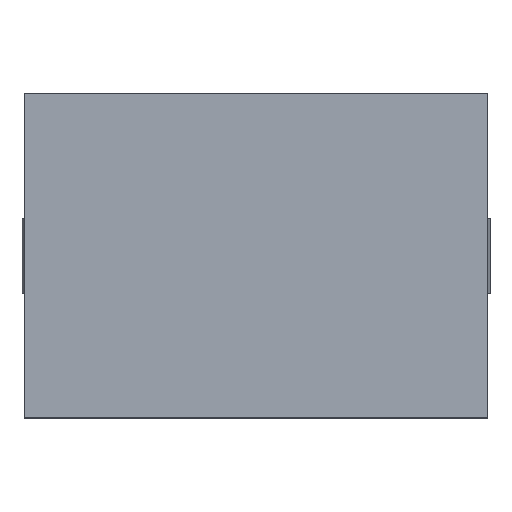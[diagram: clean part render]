
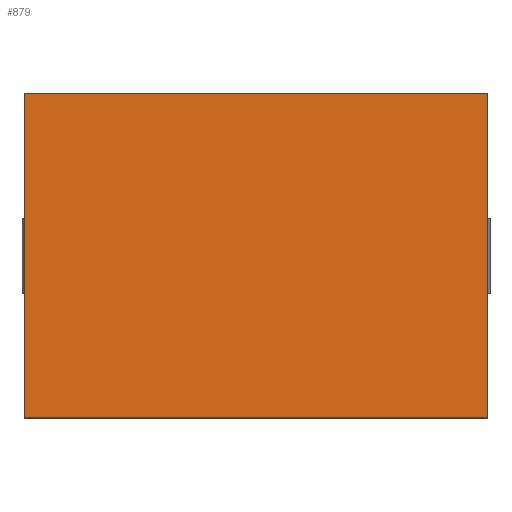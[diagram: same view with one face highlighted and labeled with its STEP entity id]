
A CAD part, top view. The second image highlights one B-rep face of the part: STEP entity #879.
In plain terms, the highlighted planar face has unit normal (0, 0, 1).
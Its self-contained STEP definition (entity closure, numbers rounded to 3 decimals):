
#61=PLANE($,#950);
#109=FACE_OUTER_BOUND($,#159,.T.);
#159=EDGE_LOOP($,(#820,#821,#822,#823));
#255=LINE($,#1416,#359);
#258=LINE($,#1422,#362);
#261=LINE($,#1428,#365);
#263=LINE($,#1432,#367);
#359=VECTOR($,#1166,10.);
#362=VECTOR($,#1171,7.);
#365=VECTOR($,#1176,7.);
#367=VECTOR($,#1182,10.);
#456=VERTEX_POINT($,#1409);
#459=VERTEX_POINT($,#1414);
#460=VERTEX_POINT($,#1418);
#463=VERTEX_POINT($,#1426);
#575=EDGE_CURVE($,#456,#459,#255,.T.);
#578=EDGE_CURVE($,#460,#456,#258,.T.);
#581=EDGE_CURVE($,#459,#463,#261,.T.);
#583=EDGE_CURVE($,#463,#460,#263,.T.);
#820=ORIENTED_EDGE($,*,*,#578,.T.);
#821=ORIENTED_EDGE($,*,*,#575,.T.);
#822=ORIENTED_EDGE($,*,*,#581,.T.);
#823=ORIENTED_EDGE($,*,*,#583,.T.);
#879=ADVANCED_FACE($,(#109),#61,.T.);
#950=AXIS2_PLACEMENT_3D($,#1433,#1183,#1184);
#1166=DIRECTION($,(-1.,0.,0.));
#1171=DIRECTION($,(0.,1.,0.));
#1176=DIRECTION($,(0.,-1.,0.));
#1182=DIRECTION($,(1.,0.,0.));
#1183=DIRECTION('center_axis',(0.,0.,
1.));
#1184=DIRECTION('ref_axis',(-1.,0.,0.));
#1409=CARTESIAN_POINT('',(5.,3.5,6.8));
#1414=CARTESIAN_POINT('',(-5.,3.5,6.8));
#1416=CARTESIAN_POINT($,(5.,3.5,6.8));
#1418=CARTESIAN_POINT('',(5.,-3.5,6.8));
#1422=CARTESIAN_POINT($,(5.,-3.5,6.8));
#1426=CARTESIAN_POINT('',(-5.,-3.5,6.8));
#1428=CARTESIAN_POINT($,(-5.,3.5,6.8));
#1432=CARTESIAN_POINT($,(-5.,-3.5,6.8));
#1433=CARTESIAN_POINT('Origin',(5.,3.5,6.8));
